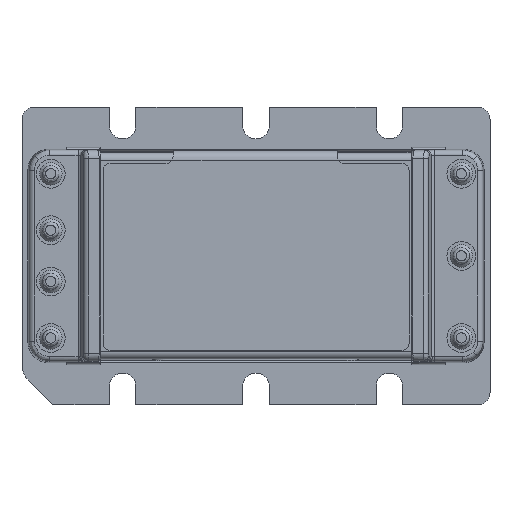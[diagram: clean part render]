
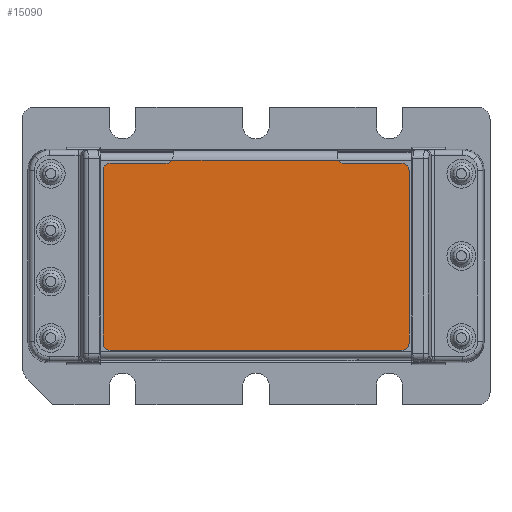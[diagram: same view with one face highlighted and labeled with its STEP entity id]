
A CAD part, top view. The second image highlights one B-rep face of the part: STEP entity #15090.
In plain terms, the highlighted planar face has unit normal (0, 0, 1).
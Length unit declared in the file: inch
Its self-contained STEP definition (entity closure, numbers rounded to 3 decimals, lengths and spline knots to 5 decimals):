
#129 = EDGE_CURVE ( 'NONE', #7430, #14939, #9057, .T. ) ;
#136 = ORIENTED_EDGE ( 'NONE', *, *, #7440, .T. ) ;
#137 = ORIENTED_EDGE ( 'NONE', *, *, #129, .T. ) ;
#138 = ORIENTED_EDGE ( 'NONE', *, *, #7473, .T. ) ;
#139 = ORIENTED_EDGE ( 'NONE', *, *, #7520, .T. ) ;
#141 = ORIENTED_EDGE ( 'NONE', *, *, #7489, .T. ) ;
#142 = ORIENTED_EDGE ( 'NONE', *, *, #7501, .T. ) ;
#143 = EDGE_CURVE ( 'NONE', #7485, #7494, #9177, .T. ) ;
#145 = ORIENTED_EDGE ( 'NONE', *, *, #6679, .T. ) ;
#146 = EDGE_CURVE ( 'NONE', #7524, #7467, #9171, .T. ) ;
#147 = ORIENTED_EDGE ( 'NONE', *, *, #7472, .T. ) ;
#148 = ORIENTED_EDGE ( 'NONE', *, *, #143, .T. ) ;
#158 = CARTESIAN_POINT ( 'NONE',  ( 0.37966, 0.95235, 0.07319 ) ) ;
#181 = AXIS2_PLACEMENT_3D ( 'NONE', #213, #210, #245 ) ;
#183 = CARTESIAN_POINT ( 'NONE',  ( -1.07634, 0.07735, 0.07319 ) ) ;
#196 = CIRCLE ( 'NONE', #181, 0.035 ) ;
#197 = CARTESIAN_POINT ( 'NONE',  ( -1.04134, 0.95235, 0.07319 ) ) ;
#203 = DIRECTION ( 'NONE',  ( 1., 0., 0. ) ) ;
#204 = VECTOR ( 'NONE', #203, 39.37008 ) ;
#205 = CARTESIAN_POINT ( 'NONE',  ( 0.37966, 0.04235, 0.07319 ) ) ;
#206 = LINE ( 'NONE', #205, #204 ) ;
#210 = DIRECTION ( 'NONE',  ( 0., 0., 1. ) ) ;
#213 = CARTESIAN_POINT ( 'NONE',  ( -1.04134, 0.07735, 0.07319 ) ) ;
#245 = DIRECTION ( 'NONE',  ( 1., 0., 0. ) ) ;
#250 = AXIS2_PLACEMENT_3D ( 'NONE', #265, #291, #290 ) ;
#265 = CARTESIAN_POINT ( 'NONE',  ( 0.37966, 0.07735, 0.07319 ) ) ;
#286 = CARTESIAN_POINT ( 'NONE',  ( 0.41466, 0.91735, 0.07319 ) ) ;
#290 = DIRECTION ( 'NONE',  ( 1., 0., 0. ) ) ;
#291 = DIRECTION ( 'NONE',  ( 0., 0., 1. ) ) ;
#293 = CARTESIAN_POINT ( 'NONE',  ( -1.04134, 0.04235, 0.07319 ) ) ;
#302 = CIRCLE ( 'NONE', #250, 0.035 ) ;
#307 = CARTESIAN_POINT ( 'NONE',  ( 0.41466, 0.07735, 0.07319 ) ) ;
#309 = DIRECTION ( 'NONE',  ( 1., 0., 0. ) ) ;
#310 = DIRECTION ( 'NONE',  ( 0., 0., 1. ) ) ;
#311 = AXIS2_PLACEMENT_3D ( 'NONE', #314, #310, #309 ) ;
#312 = CIRCLE ( 'NONE', #311, 0.035 ) ;
#314 = CARTESIAN_POINT ( 'NONE',  ( 0.37966, 0.91735, 0.07319 ) ) ;
#338 = DIRECTION ( 'NONE',  ( -1., 0., 0. ) ) ;
#339 = VECTOR ( 'NONE', #338, 39.37008 ) ;
#340 = CARTESIAN_POINT ( 'NONE',  ( -0.77034, 0.95235, 0.07319 ) ) ;
#341 = LINE ( 'NONE', #340, #339 ) ;
#348 = CARTESIAN_POINT ( 'NONE',  ( -0.74055, 0.96897, 0.07319 ) ) ;
#373 = DIRECTION ( 'NONE',  ( -1., 0., 0. ) ) ;
#374 = DIRECTION ( 'NONE',  ( 0., 0., 1. ) ) ;
#375 = AXIS2_PLACEMENT_3D ( 'NONE', #393, #374, #373 ) ;
#386 = CIRCLE ( 'NONE', #375, 0.035 ) ;
#393 = CARTESIAN_POINT ( 'NONE',  ( -1.04134, 0.91735, 0.07319 ) ) ;
#394 = CARTESIAN_POINT ( 'NONE',  ( -1.07634, 0.91735, 0.07319 ) ) ;
#400 = CARTESIAN_POINT ( 'NONE',  ( -0.77034, 0.95235, 0.07319 ) ) ;
#6679 = EDGE_CURVE ( 'NONE', #7519, #7537, #10198, .T. ) ;
#7430 = VERTEX_POINT ( 'NONE', #13207 ) ;
#7434 = VERTEX_POINT ( 'NONE', #13210 ) ;
#7440 = EDGE_CURVE ( 'NONE', #7457, #7430, #13287, .T. ) ;
#7457 = VERTEX_POINT ( 'NONE', #158 ) ;
#7467 = VERTEX_POINT ( 'NONE', #183 ) ;
#7472 = EDGE_CURVE ( 'NONE', #7500, #7434, #206, .T. ) ;
#7473 = EDGE_CURVE ( 'NONE', #7467, #7500, #196, .T. ) ;
#7477 = VERTEX_POINT ( 'NONE', #197 ) ;
#7485 = VERTEX_POINT ( 'NONE', #307 ) ;
#7489 = EDGE_CURVE ( 'NONE', #7434, #7485, #302, .T. ) ;
#7494 = VERTEX_POINT ( 'NONE', #286 ) ;
#7500 = VERTEX_POINT ( 'NONE', #293 ) ;
#7501 = EDGE_CURVE ( 'NONE', #7494, #7457, #312, .T. ) ;
#7519 = VERTEX_POINT ( 'NONE', #348 ) ;
#7520 = EDGE_CURVE ( 'NONE', #7537, #7477, #341, .T. ) ;
#7524 = VERTEX_POINT ( 'NONE', #394 ) ;
#7529 = EDGE_CURVE ( 'NONE', #7477, #7524, #386, .T. ) ;
#7537 = VERTEX_POINT ( 'NONE', #400 ) ;
#9057 = CIRCLE ( 'NONE', #9076, 0.035 ) ;
#9076 = AXIS2_PLACEMENT_3D ( 'NONE', #9114, #9113, #9112 ) ;
#9112 = DIRECTION ( 'NONE',  ( -1., 0., 0. ) ) ;
#9113 = DIRECTION ( 'NONE',  ( 0., 0., -1. ) ) ;
#9114 = CARTESIAN_POINT ( 'NONE',  ( 0.09966, 0.98735, 0.07319 ) ) ;
#9134 = DIRECTION ( 'NONE',  ( 0., 1., 0. ) ) ;
#9135 = VECTOR ( 'NONE', #9134, 39.37008 ) ;
#9136 = CARTESIAN_POINT ( 'NONE',  ( 0.41466, 0.91735, 0.07319 ) ) ;
#9162 = DIRECTION ( 'NONE',  ( 0., -1., 0. ) ) ;
#9163 = VECTOR ( 'NONE', #9162, 39.37008 ) ;
#9170 = CARTESIAN_POINT ( 'NONE',  ( -1.07634, 0.91735, 0.07319 ) ) ;
#9171 = LINE ( 'NONE', #9170, #9163 ) ;
#9177 = LINE ( 'NONE', #9136, #9135 ) ;
#10178 = DIRECTION ( 'NONE',  ( 1., 0., 0. ) ) ;
#10179 = DIRECTION ( 'NONE',  ( 0., 0., -1. ) ) ;
#10180 = CARTESIAN_POINT ( 'NONE',  ( -0.77034, 0.98735, 0.07319 ) ) ;
#10187 = AXIS2_PLACEMENT_3D ( 'NONE', #10180, #10179, #10178 ) ;
#10198 = CIRCLE ( 'NONE', #10187, 0.035 ) ;
#13207 = CARTESIAN_POINT ( 'NONE',  ( 0.09966, 0.95235, 0.07319 ) ) ;
#13210 = CARTESIAN_POINT ( 'NONE',  ( 0.37966, 0.04235, 0.07319 ) ) ;
#13276 = DIRECTION ( 'NONE',  ( -1., 0., 0. ) ) ;
#13277 = VECTOR ( 'NONE', #13276, 39.37008 ) ;
#13286 = CARTESIAN_POINT ( 'NONE',  ( 0.37966, 0.95235, 0.07319 ) ) ;
#13287 = LINE ( 'NONE', #13286, #13277 ) ;
#13943 = CARTESIAN_POINT ( 'NONE',  ( 0.06988, 0.96897, 0.07319 ) ) ;
#14560 = AXIS2_PLACEMENT_3D ( 'NONE', #14724, #14723, #14722 ) ;
#14577 = FACE_OUTER_BOUND ( 'NONE', #15087, .T. ) ;
#14582 = PLANE ( 'NONE',  #14560 ) ;
#14618 = DIRECTION ( 'NONE',  ( 1., 0., 0. ) ) ;
#14619 = CARTESIAN_POINT ( 'NONE',  ( -1.04134, 0.96897, 0.07319 ) ) ;
#14622 = LINE ( 'NONE', #14619, #14755 ) ;
#14722 = DIRECTION ( 'NONE',  ( -1., 0., 0. ) ) ;
#14723 = DIRECTION ( 'NONE',  ( 0., 0., 1. ) ) ;
#14724 = CARTESIAN_POINT ( 'NONE',  ( -1.04134, 0.91735, 0.07319 ) ) ;
#14755 = VECTOR ( 'NONE', #14618, 39.37008 ) ;
#14939 = VERTEX_POINT ( 'NONE', #13943 ) ;
#15087 = EDGE_LOOP ( 'NONE', ( #15096, #145, #139, #15093, #15089, #138, #147, #141, #148, #142, #136, #137 ) ) ;
#15089 = ORIENTED_EDGE ( 'NONE', *, *, #146, .T. ) ;
#15090 = ADVANCED_FACE ( 'NONE', ( #14577 ), #14582, .T. ) ;
#15093 = ORIENTED_EDGE ( 'NONE', *, *, #7529, .T. ) ;
#15094 = EDGE_CURVE ( 'NONE', #7519, #14939, #14622, .T. ) ;
#15096 = ORIENTED_EDGE ( 'NONE', *, *, #15094, .F. ) ;
